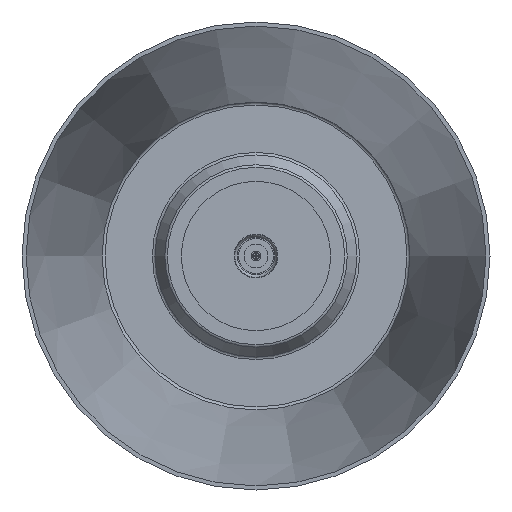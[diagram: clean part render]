
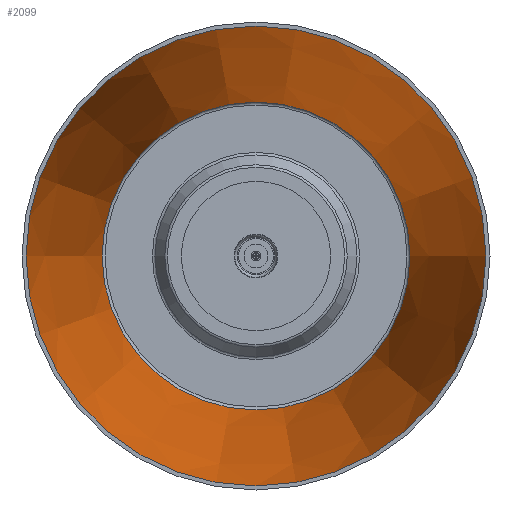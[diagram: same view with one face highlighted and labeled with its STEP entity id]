
A CAD part, front view. The second image highlights one B-rep face of the part: STEP entity #2099.
In plain terms, the highlighted conical face has half-angle 9.989 degrees and reference radius 192.759 mm.
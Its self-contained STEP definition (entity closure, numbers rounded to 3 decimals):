
#310=FACE_OUTER_BOUND('',#435,.T.);
#435=EDGE_LOOP('',(#1548,#1549,#1550,#1551,#1552,#1553,#1554));
#581=LINE('',#3575,#673);
#673=VECTOR('',#2863,192.759);
#800=CIRCLE('',#2475,154.58);
#801=CIRCLE('',#2476,154.58);
#802=CIRCLE('',#2477,154.58);
#803=CIRCLE('',#2479,230.938);
#804=CIRCLE('',#2480,230.938);
#972=VERTEX_POINT('',#3566);
#973=VERTEX_POINT('',#3568);
#974=VERTEX_POINT('',#3570);
#975=VERTEX_POINT('',#3574);
#976=VERTEX_POINT('',#3576);
#1195=EDGE_CURVE('',#973,#972,#800,.T.);
#1196=EDGE_CURVE('',#974,#973,#801,.T.);
#1197=EDGE_CURVE('',#972,#974,#802,.T.);
#1198=EDGE_CURVE('',#973,#975,#581,.T.);
#1199=EDGE_CURVE('',#976,#975,#803,.T.);
#1200=EDGE_CURVE('',#975,#976,#804,.T.);
#1548=ORIENTED_EDGE('',*,*,#1196,.T.);
#1549=ORIENTED_EDGE('',*,*,#1198,.T.);
#1550=ORIENTED_EDGE('',*,*,#1199,.F.);
#1551=ORIENTED_EDGE('',*,*,#1200,.F.);
#1552=ORIENTED_EDGE('',*,*,#1198,.F.);
#1553=ORIENTED_EDGE('',*,*,#1195,.T.);
#1554=ORIENTED_EDGE('',*,*,#1197,.T.);
#2082=CONICAL_SURFACE('',#2478,192.759,0.174);
#2099=ADVANCED_FACE('',(#310),#2082,.F.);
#2475=AXIS2_PLACEMENT_3D('',#3569,#2855,#2856);
#2476=AXIS2_PLACEMENT_3D('',#3571,#2857,#2858);
#2477=AXIS2_PLACEMENT_3D('',#3572,#2859,#2860);
#2478=AXIS2_PLACEMENT_3D('',#3573,#2861,#2862);
#2479=AXIS2_PLACEMENT_3D('',#3577,#2864,#2865);
#2480=AXIS2_PLACEMENT_3D('',#3578,#2866,#2867);
#2855=DIRECTION('center_axis',(0.,1.,0.));
#2856=DIRECTION('ref_axis',(-1.,0.,0.));
#2857=DIRECTION('center_axis',(0.,1.,0.));
#2858=DIRECTION('ref_axis',(-1.,0.,0.));
#2859=DIRECTION('center_axis',(0.,1.,0.));
#2860=DIRECTION('ref_axis',(-1.,0.,0.));
#2861=DIRECTION('center_axis',(0.,-1.,0.));
#2862=DIRECTION('ref_axis',(-1.,0.,0.));
#2863=DIRECTION('',(0.173,-0.985,0.));
#2864=DIRECTION('center_axis',(0.,1.,0.));
#2865=DIRECTION('ref_axis',(-1.,0.,0.));
#2866=DIRECTION('center_axis',(0.,1.,0.));
#2867=DIRECTION('ref_axis',(-1.,0.,0.));
#3566=CARTESIAN_POINT('',(0.,433.52,-154.58));
#3568=CARTESIAN_POINT('',(154.58,433.52,0.));
#3569=CARTESIAN_POINT('Origin',(0.,433.52,0.));
#3570=CARTESIAN_POINT('',(-154.58,433.52,0.));
#3571=CARTESIAN_POINT('Origin',(0.,433.52,0.));
#3572=CARTESIAN_POINT('Origin',(0.,433.52,0.));
#3573=CARTESIAN_POINT('Origin',(0.,216.76,0.));
#3574=CARTESIAN_POINT('',(230.938,0.,0.));
#3575=CARTESIAN_POINT('',(192.759,216.76,0.));
#3576=CARTESIAN_POINT('',(-230.938,0.,0.));
#3577=CARTESIAN_POINT('Origin',(0.,0.,0.));
#3578=CARTESIAN_POINT('Origin',(0.,0.,0.));
